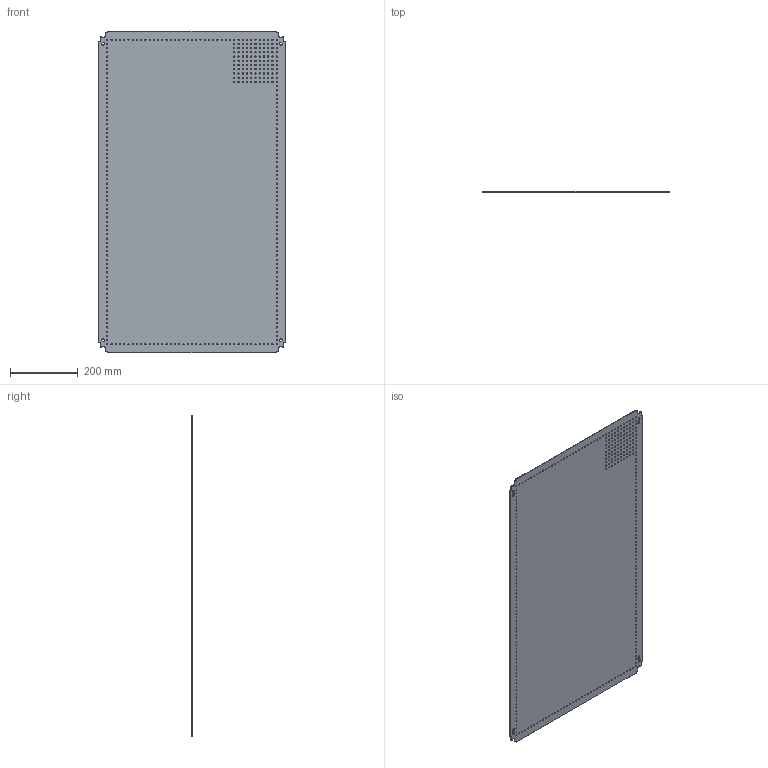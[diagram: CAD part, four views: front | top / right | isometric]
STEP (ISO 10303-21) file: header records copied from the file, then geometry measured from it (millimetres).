
FILE_DESCRIPTION(('STEP AP242'),'1');
FILE_NAME('nsymf106.stp','2021-09-26T09:26:56',('TraceParts'),('TraceParts S.A.'),'Spatial InterOp 3D',' ',' ');
FILE_SCHEMA(('AP242_MANAGED_MODEL_BASED_3D_ENGINEERING_MIM_LF {1 0 10303 442 1 1 4}'));
Length unit declared in the file: millimetre
Products named in the file (1): nsymf106
Bounding box: 550 x 2.5 x 950 mm (x, y, z)
Volume: 1293489.9 mm3; surface area: 1052167.6 mm2
Topology: 1 solids, 1 shells, 802 faces, 2340 edges, 1560 vertices
Faces by surface type: cylinder 688, plane 114
Entity records: 28667 total; most frequent: DIRECTION 5322, CARTESIAN_POINT 4703, ORIENTED_EDGE 4680, EDGE_CURVE 2340, AXIS2_PLACEMENT_3D 2179, VERTEX_POINT 1560, EDGE_LOOP 1478, CIRCLE 1376
